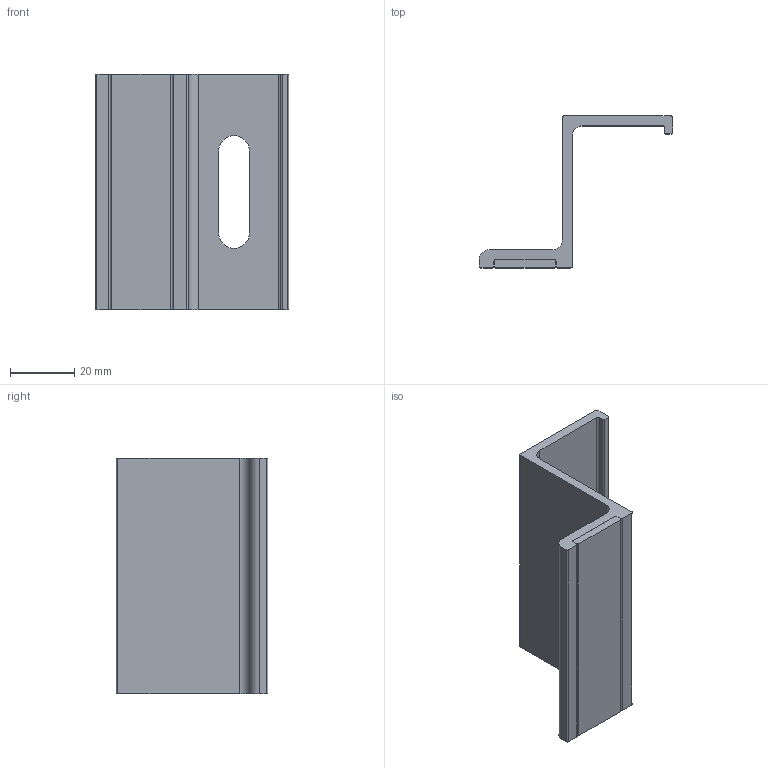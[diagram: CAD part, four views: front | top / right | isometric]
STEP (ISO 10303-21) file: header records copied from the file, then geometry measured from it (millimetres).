
FILE_DESCRIPTION (( 'STEP AP203' ), '1' );
FILE_NAME ('VersaBracket 47.STEP', '2017-12-04T17:39:50', ( '' ), ( '' ), 'SwSTEP 2.0', 'SolidWorks 2018', '' );
FILE_SCHEMA (( 'CONFIG_CONTROL_DESIGN' ));
Length unit declared in the file: inch
Products named in the file (1): VersaBracket 47
Bounding box: 60.2 x 47.24 x 73.15 mm (x, y, z)
Volume: 27329.4 mm3; surface area: 19498.6 mm2
Topology: 2 solids, 2 shells, 281 faces, 765 edges, 510 vertices
Faces by surface type: plane 133, bspline 121, cylinder 27
Entity records: 9788 total; most frequent: CARTESIAN_POINT 3378, ORIENTED_EDGE 1530, DIRECTION 899, EDGE_CURVE 765, VERTEX_POINT 510, VECTOR 469, LINE 469, EDGE_LOOP 311
